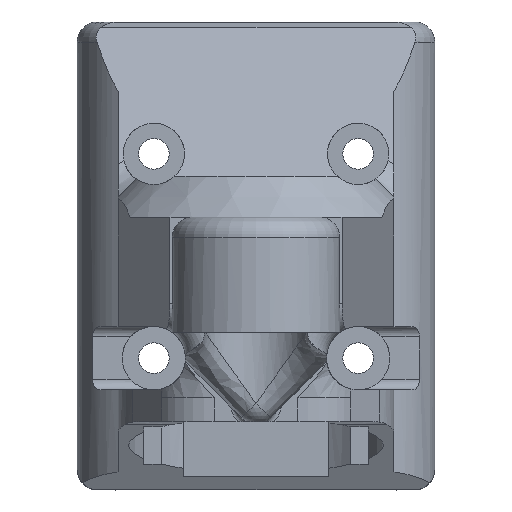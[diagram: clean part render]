
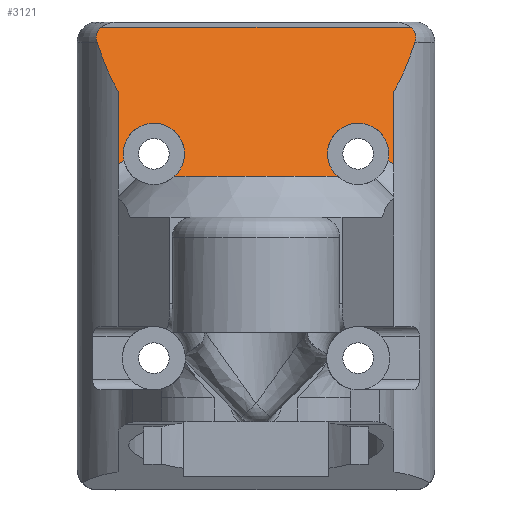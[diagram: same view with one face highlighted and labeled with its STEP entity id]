
A CAD part, front view. The second image highlights one B-rep face of the part: STEP entity #3121.
In plain terms, the highlighted planar face has unit normal (0, -0.919, 0.394).
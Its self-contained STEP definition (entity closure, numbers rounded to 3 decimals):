
#44=(
BOUNDED_CURVE()
B_SPLINE_CURVE(2,(#4735,#4736,#4737),.UNSPECIFIED.,.F.,.F.)
B_SPLINE_CURVE_WITH_KNOTS((3,3),(1.23,1.254),
 .UNSPECIFIED.)
CURVE()
GEOMETRIC_REPRESENTATION_ITEM()
RATIONAL_B_SPLINE_CURVE((1.031,1.031,1.03))
REPRESENTATION_ITEM('')
);
#45=(
BOUNDED_CURVE()
B_SPLINE_CURVE(2,(#4741,#4742,#4743),.UNSPECIFIED.,.F.,.F.)
B_SPLINE_CURVE_WITH_KNOTS((3,3),(1.236,1.259),
 .UNSPECIFIED.)
CURVE()
GEOMETRIC_REPRESENTATION_ITEM()
RATIONAL_B_SPLINE_CURVE((1.031,1.031,1.031))
REPRESENTATION_ITEM('')
);
#50=ELLIPSE('',#3313,3.264,3.);
#51=ELLIPSE('',#3314,3.264,3.);
#52=ELLIPSE('',#3315,3.264,3.);
#53=ELLIPSE('',#3316,3.264,3.);
#54=ELLIPSE('',#3317,25.386,10.);
#55=ELLIPSE('',#3318,25.386,10.);
#222=PLANE('',#3312);
#307=FACE_OUTER_BOUND('',#478,.T.);
#478=EDGE_LOOP('',(#2100,#2101,#2102,#2103,#2104,#2105,#2106,#2107,#2108,
#2109,#2110,#2111,#2112,#2113,#2114,#2115));
#679=LINE('',#4739,#930);
#680=LINE('',#4754,#931);
#681=LINE('',#4767,#932);
#682=LINE('',#4779,#933);
#930=VECTOR('',#3683,10.);
#931=VECTOR('',#3688,10.);
#932=VECTOR('',#3691,10.);
#933=VECTOR('',#3694,10.);
#1165=B_SPLINE_CURVE_WITH_KNOTS('',3,(#4710,#4711,#4712,#4713),
 .UNSPECIFIED.,.F.,.F.,(4,4),(-0.925,-0.85),
 .UNSPECIFIED.);
#1168=B_SPLINE_CURVE_WITH_KNOTS('',3,(#4749,#4750,#4751,#4752),
 .UNSPECIFIED.,.F.,.F.,(4,4),(0.85,0.925),
 .UNSPECIFIED.);
#1169=B_SPLINE_CURVE_WITH_KNOTS('',3,(#4758,#4759,#4760,#4761,#4762,#4763,
#4764,#4765),.UNSPECIFIED.,.F.,.F.,(4,2,2,4),(0.796,0.812,
0.884,0.963),.UNSPECIFIED.);
#1170=B_SPLINE_CURVE_WITH_KNOTS('',3,(#4769,#4770,#4771,#4772,#4773,#4774,
#4775,#4776),.UNSPECIFIED.,.F.,.F.,(4,2,2,4),(0.796,0.812,
0.884,0.963),.UNSPECIFIED.);
#1269=VERTEX_POINT('',#4696);
#1270=VERTEX_POINT('',#4709);
#1272=VERTEX_POINT('',#4730);
#1273=VERTEX_POINT('',#4732);
#1274=VERTEX_POINT('',#4734);
#1275=VERTEX_POINT('',#4738);
#1276=VERTEX_POINT('',#4740);
#1277=VERTEX_POINT('',#4744);
#1278=VERTEX_POINT('',#4746);
#1279=VERTEX_POINT('',#4748);
#1280=VERTEX_POINT('',#4753);
#1281=VERTEX_POINT('',#4755);
#1282=VERTEX_POINT('',#4757);
#1283=VERTEX_POINT('',#4766);
#1284=VERTEX_POINT('',#4768);
#1285=VERTEX_POINT('',#4777);
#1597=EDGE_CURVE('',#1269,#1270,#1165,.T.);
#1600=EDGE_CURVE('',#1272,#1269,#50,.T.);
#1601=EDGE_CURVE('',#1273,#1272,#51,.T.);
#1602=EDGE_CURVE('',#1273,#1274,#44,.T.);
#1603=EDGE_CURVE('',#1275,#1274,#679,.T.);
#1604=EDGE_CURVE('',#1276,#1275,#45,.T.);
#1605=EDGE_CURVE('',#1276,#1277,#52,.T.);
#1606=EDGE_CURVE('',#1277,#1278,#53,.T.);
#1607=EDGE_CURVE('',#1279,#1278,#1168,.T.);
#1608=EDGE_CURVE('',#1279,#1280,#680,.T.);
#1609=EDGE_CURVE('',#1280,#1281,#54,.T.);
#1610=EDGE_CURVE('',#1282,#1281,#1169,.T.);
#1611=EDGE_CURVE('',#1282,#1283,#681,.T.);
#1612=EDGE_CURVE('',#1283,#1284,#1170,.T.);
#1613=EDGE_CURVE('',#1285,#1284,#55,.T.);
#1614=EDGE_CURVE('',#1270,#1285,#682,.T.);
#2100=ORIENTED_EDGE('',*,*,#1597,.F.);
#2101=ORIENTED_EDGE('',*,*,#1600,.F.);
#2102=ORIENTED_EDGE('',*,*,#1601,.F.);
#2103=ORIENTED_EDGE('',*,*,#1602,.T.);
#2104=ORIENTED_EDGE('',*,*,#1603,.F.);
#2105=ORIENTED_EDGE('',*,*,#1604,.F.);
#2106=ORIENTED_EDGE('',*,*,#1605,.T.);
#2107=ORIENTED_EDGE('',*,*,#1606,.T.);
#2108=ORIENTED_EDGE('',*,*,#1607,.F.);
#2109=ORIENTED_EDGE('',*,*,#1608,.T.);
#2110=ORIENTED_EDGE('',*,*,#1609,.T.);
#2111=ORIENTED_EDGE('',*,*,#1610,.F.);
#2112=ORIENTED_EDGE('',*,*,#1611,.T.);
#2113=ORIENTED_EDGE('',*,*,#1612,.T.);
#2114=ORIENTED_EDGE('',*,*,#1613,.F.);
#2115=ORIENTED_EDGE('',*,*,#1614,.F.);
#3121=ADVANCED_FACE('',(#307),#222,.T.);
#3312=AXIS2_PLACEMENT_3D('',#4729,#3677,#3678);
#3313=AXIS2_PLACEMENT_3D('',#4731,#3679,#3680);
#3314=AXIS2_PLACEMENT_3D('',#4733,#3681,#3682);
#3315=AXIS2_PLACEMENT_3D('',#4745,#3684,#3685);
#3316=AXIS2_PLACEMENT_3D('',#4747,#3686,#3687);
#3317=AXIS2_PLACEMENT_3D('',#4756,#3689,#3690);
#3318=AXIS2_PLACEMENT_3D('',#4778,#3692,#3693);
#3677=DIRECTION('center_axis',(0.,-0.919,
0.394));
#3678=DIRECTION('ref_axis',(0.,-0.394,-0.919));
#3679=DIRECTION('center_axis',(0.,-0.919,
0.394));
#3680=DIRECTION('ref_axis',(0.,-0.394,-0.919));
#3681=DIRECTION('center_axis',(0.,-0.919,
0.394));
#3682=DIRECTION('ref_axis',(0.,-0.394,-0.919));
#3683=DIRECTION('',(-1.,0.,0.));
#3684=DIRECTION('center_axis',(0.,0.919,-0.394));
#3685=DIRECTION('ref_axis',(0.,-0.394,-0.919));
#3686=DIRECTION('center_axis',(0.,0.919,-0.394));
#3687=DIRECTION('ref_axis',(0.,-0.394,-0.919));
#3688=DIRECTION('',(0.,0.394,0.919));
#3689=DIRECTION('center_axis',(0.,-0.919,
0.394));
#3690=DIRECTION('ref_axis',(0.,-0.394,-0.919));
#3691=DIRECTION('',(-1.,0.,0.));
#3692=DIRECTION('center_axis',(0.,0.919,
-0.394));
#3693=DIRECTION('ref_axis',(0.,-0.394,-0.919));
#3694=DIRECTION('',(0.,0.394,0.919));
#4696=CARTESIAN_POINT('',(-87.935,355.133,32.06));
#4709=CARTESIAN_POINT('',(-88.5,354.939,31.607));
#4710=CARTESIAN_POINT('Ctrl Pts',(-87.935,355.133,32.06));
#4711=CARTESIAN_POINT('Ctrl Pts',(-88.124,355.069,31.91));
#4712=CARTESIAN_POINT('Ctrl Pts',(-88.312,355.004,31.759));
#4713=CARTESIAN_POINT('Ctrl Pts',(-88.5,354.939,31.607));
#4729=CARTESIAN_POINT('Origin',(-75.,357.714,38.082));
#4730=CARTESIAN_POINT('',(-88.,355.4,32.682));
#4731=CARTESIAN_POINT('Origin',(-85.,355.4,32.682));
#4732=CARTESIAN_POINT('',(-83.061,354.418,30.392));
#4733=CARTESIAN_POINT('Origin',(-85.,355.4,32.682));
#4734=CARTESIAN_POINT('',(-82.892,354.457,30.482));
#4735=CARTESIAN_POINT('Ctrl Pts',(-83.061,354.418,30.392));
#4736=CARTESIAN_POINT('Ctrl Pts',(-82.976,354.438,30.438));
#4737=CARTESIAN_POINT('Ctrl Pts',(-82.892,354.457,30.482));
#4738=CARTESIAN_POINT('',(-67.108,354.457,30.482));
#4739=CARTESIAN_POINT('',(-75.,354.457,30.482));
#4740=CARTESIAN_POINT('',(-66.939,354.418,30.392));
#4741=CARTESIAN_POINT('Ctrl Pts',(-66.939,354.418,30.392));
#4742=CARTESIAN_POINT('Ctrl Pts',(-67.024,354.438,30.438));
#4743=CARTESIAN_POINT('Ctrl Pts',(-67.108,354.457,30.482));
#4744=CARTESIAN_POINT('',(-62.,355.4,32.682));
#4745=CARTESIAN_POINT('Origin',(-65.,355.4,32.682));
#4746=CARTESIAN_POINT('',(-62.065,355.133,32.06));
#4747=CARTESIAN_POINT('Origin',(-65.,355.4,32.682));
#4748=CARTESIAN_POINT('',(-61.5,354.939,31.607));
#4749=CARTESIAN_POINT('Ctrl Pts',(-61.5,354.939,31.607));
#4750=CARTESIAN_POINT('Ctrl Pts',(-61.688,355.004,31.759));
#4751=CARTESIAN_POINT('Ctrl Pts',(-61.876,355.069,31.91));
#4752=CARTESIAN_POINT('Ctrl Pts',(-62.065,355.133,32.06));
#4753=CARTESIAN_POINT('',(-61.5,358.013,38.78));
#4754=CARTESIAN_POINT('',(-61.5,351.792,24.263));
#4755=CARTESIAN_POINT('',(-59.457,360.071,43.582));
#4756=CARTESIAN_POINT('Origin',(-67.5,366.013,57.446));
#4757=CARTESIAN_POINT('',(-59.83,360.714,45.082));
#4758=CARTESIAN_POINT('Ctrl Pts',(-59.83,360.714,45.082));
#4759=CARTESIAN_POINT('Ctrl Pts',(-59.79,360.698,45.045));
#4760=CARTESIAN_POINT('Ctrl Pts',(-59.753,360.682,45.007));
#4761=CARTESIAN_POINT('Ctrl Pts',(-59.571,360.593,44.799));
#4762=CARTESIAN_POINT('Ctrl Pts',(-59.453,360.49,44.56));
#4763=CARTESIAN_POINT('Ctrl Pts',(-59.36,360.296,44.107));
#4764=CARTESIAN_POINT('Ctrl Pts',(-59.383,360.171,43.816));
#4765=CARTESIAN_POINT('Ctrl Pts',(-59.457,360.071,43.582));
#4766=CARTESIAN_POINT('',(-90.171,360.714,45.082));
#4767=CARTESIAN_POINT('',(-81.553,360.714,45.082));
#4768=CARTESIAN_POINT('',(-90.543,360.071,43.582));
#4769=CARTESIAN_POINT('Ctrl Pts',(-90.171,360.714,45.082));
#4770=CARTESIAN_POINT('Ctrl Pts',(-90.21,360.698,45.045));
#4771=CARTESIAN_POINT('Ctrl Pts',(-90.247,360.682,45.007));
#4772=CARTESIAN_POINT('Ctrl Pts',(-90.429,360.593,44.799));
#4773=CARTESIAN_POINT('Ctrl Pts',(-90.547,360.49,44.56));
#4774=CARTESIAN_POINT('Ctrl Pts',(-90.64,360.296,44.107));
#4775=CARTESIAN_POINT('Ctrl Pts',(-90.617,360.171,43.816));
#4776=CARTESIAN_POINT('Ctrl Pts',(-90.543,360.071,43.582));
#4777=CARTESIAN_POINT('',(-88.5,358.013,38.78));
#4778=CARTESIAN_POINT('Origin',(-82.5,366.013,57.446));
#4779=CARTESIAN_POINT('',(-88.5,351.792,24.263));
